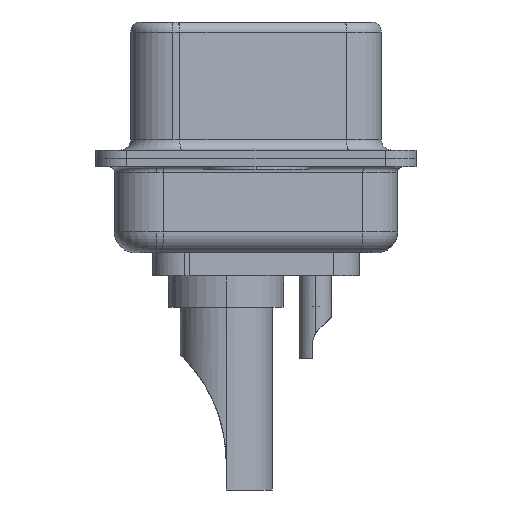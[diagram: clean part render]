
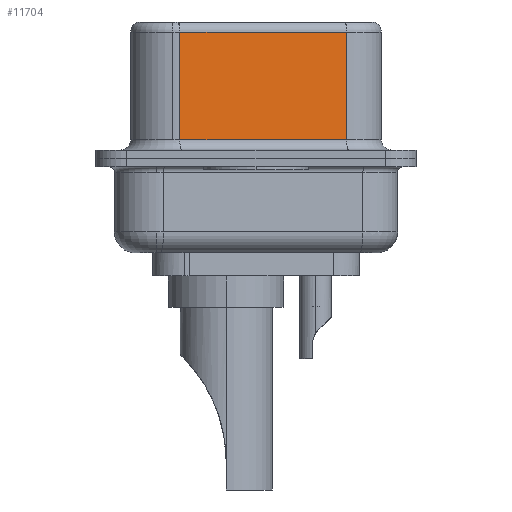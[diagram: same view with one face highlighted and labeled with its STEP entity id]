
A CAD part, left-side view. The second image highlights one B-rep face of the part: STEP entity #11704.
In plain terms, the highlighted planar face has unit normal (-0.985, -0.174, 0).
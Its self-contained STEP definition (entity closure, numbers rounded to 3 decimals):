
#600 = VERTEX_POINT ( 'NONE', #14468 ) ;
#822 = EDGE_CURVE ( 'NONE', #9909, #600, #9153, .T. ) ;
#1029 = PLANE ( 'NONE',  #9265 ) ;
#2377 = CARTESIAN_POINT ( 'NONE',  ( 5.132, -4.322, 6.02 ) ) ;
#2692 = EDGE_LOOP ( 'NONE', ( #16480, #10907, #10891, #3635 ) ) ;
#3635 = ORIENTED_EDGE ( 'NONE', *, *, #13352, .T. ) ;
#5500 = CARTESIAN_POINT ( 'NONE',  ( 3.73, 3.628, 6.02 ) ) ;
#5615 = DIRECTION ( 'NONE',  ( -0.174, 0.985, 0. ) ) ;
#6075 = CARTESIAN_POINT ( 'NONE',  ( 5.132, -4.322, 6.02 ) ) ;
#6364 = DIRECTION ( 'NONE',  ( -0.174, 0.985, 0. ) ) ;
#6599 = LINE ( 'NONE', #9160, #14641 ) ;
#7068 = CARTESIAN_POINT ( 'NONE',  ( 5.132, -4.322, 6.52 ) ) ;
#7330 = LINE ( 'NONE', #19062, #18953 ) ;
#7552 = EDGE_CURVE ( 'NONE', #9909, #10837, #19357, .T. ) ;
#7678 = VERTEX_POINT ( 'NONE', #17776 ) ;
#7734 = VECTOR ( 'NONE', #9152, 1000. ) ;
#9152 = DIRECTION ( 'NONE',  ( 0., 0., -1. ) ) ;
#9153 = LINE ( 'NONE', #7068, #7734 ) ;
#9160 = CARTESIAN_POINT ( 'NONE',  ( 3.73, 3.628, 6.52 ) ) ;
#9221 = FACE_OUTER_BOUND ( 'NONE', #2692, .T. ) ;
#9265 = AXIS2_PLACEMENT_3D ( 'NONE', #16136, #14658, #5615 ) ;
#9909 = VERTEX_POINT ( 'NONE', #6075 ) ;
#9942 = DIRECTION ( 'NONE',  ( 0.174, -0.985, 0. ) ) ;
#10837 = VERTEX_POINT ( 'NONE', #5500 ) ;
#10891 = ORIENTED_EDGE ( 'NONE', *, *, #13630, .T. ) ;
#10907 = ORIENTED_EDGE ( 'NONE', *, *, #7552, .T. ) ;
#11704 = ADVANCED_FACE ( 'NONE', ( #9221 ), #1029, .F. ) ;
#12108 = DIRECTION ( 'NONE',  ( 0., 0., -1. ) ) ;
#13352 = EDGE_CURVE ( 'NONE', #7678, #600, #7330, .T. ) ;
#13630 = EDGE_CURVE ( 'NONE', #10837, #7678, #6599, .T. ) ;
#14468 = CARTESIAN_POINT ( 'NONE',  ( 5.132, -4.322, 0.9 ) ) ;
#14641 = VECTOR ( 'NONE', #12108, 1000. ) ;
#14658 = DIRECTION ( 'NONE',  ( 0.985, 0.174, 0. ) ) ;
#15305 = VECTOR ( 'NONE', #6364, 1000. ) ;
#16136 = CARTESIAN_POINT ( 'NONE',  ( 5.132, -4.322, 6.52 ) ) ;
#16480 = ORIENTED_EDGE ( 'NONE', *, *, #822, .F. ) ;
#17776 = CARTESIAN_POINT ( 'NONE',  ( 3.73, 3.628, 0.9 ) ) ;
#18953 = VECTOR ( 'NONE', #9942, 1000. ) ;
#19062 = CARTESIAN_POINT ( 'NONE',  ( 5.132, -4.322, 0.9 ) ) ;
#19357 = LINE ( 'NONE', #2377, #15305 ) ;
